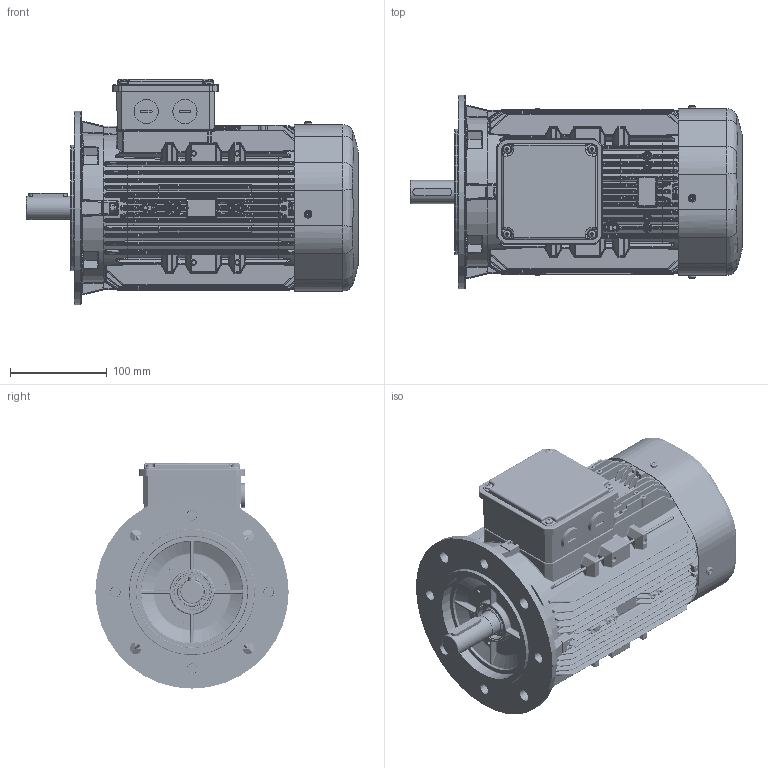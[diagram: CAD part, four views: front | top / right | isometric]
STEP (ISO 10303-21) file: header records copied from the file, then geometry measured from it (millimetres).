
FILE_DESCRIPTION(/* description */ (''),/* implementation_level */ '2;1');
FILE_NAME(/* name */ 'model1.stp',/* time_stamp */ '2024-08-01T16:03:55+03:00',/* author */ (''),/* organization */ (''),/* preprocessor_version */ 'ST-DEVELOPER v18.102',/* originating_system */ 'SIEMENS PLM Software NX2206.8101',/* authorisation */ '');
FILE_SCHEMA (('AUTOMOTIVE_DESIGN { 1 0 10303 214 3 1 1 1 }'));
Products named in the file (1): model1_260028D8E15Fjk1q
Bounding box: 343.54 x 200 x 233.05 mm (x, y, z)
Surface area: 577172.4 mm2 (no closed solid volume)
Topology: 0 solids, 81 shells, 5029 faces, 15813 edges, 10085 vertices
Faces by surface type: cylinder 2208, plane 1251, torus 920, bspline 368, cone 160, sphere 122
Full cylindrical faces by diameter (mm): 5 x6, 8 x7, 9.874 x1, 10 x1, 11 x4, 12 x4, 24 x1, 25 x3, 27.5 x1, 130 x1, 199.997 x1
Entity records: 185933 total; most frequent: CARTESIAN_POINT 65337, ORIENTED_EDGE 25191, DIRECTION 20319, EDGE_CURVE 15462, VERTEX_POINT 9999, AXIS2_PLACEMENT_3D 7468, B_SPLINE_CURVE_WITH_KNOTS 7082, EDGE_LOOP 5475
